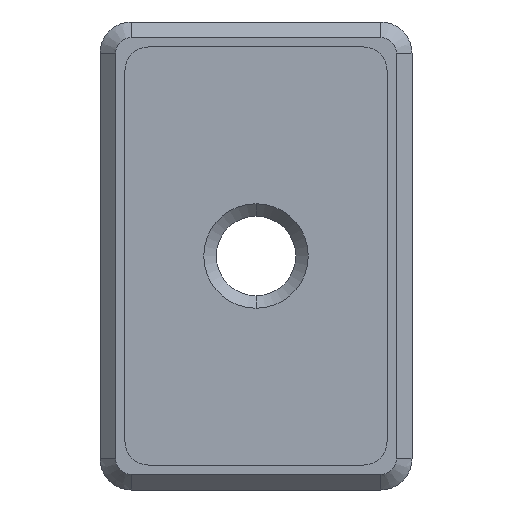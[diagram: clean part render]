
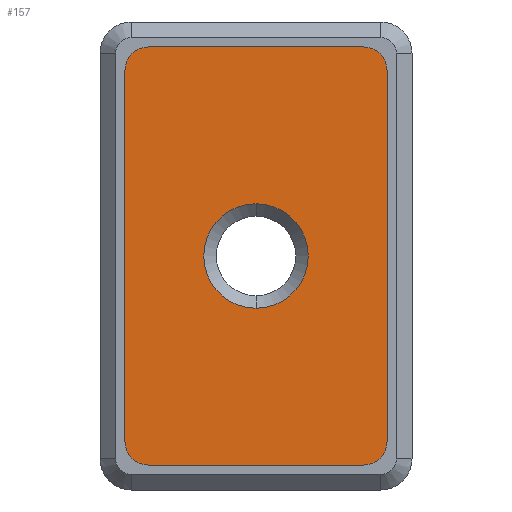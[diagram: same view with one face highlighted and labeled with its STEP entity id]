
A CAD part, front view. The second image highlights one B-rep face of the part: STEP entity #157.
In plain terms, the highlighted planar face has unit normal (0, -1, 0).
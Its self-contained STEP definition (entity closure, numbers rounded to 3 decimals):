
#7 = CIRCLE ( 'NONE', #1083, 6.7 ) ;
#26 = DIRECTION ( 'NONE',  ( 0., 1., 0. ) ) ;
#49 = EDGE_CURVE ( 'NONE', #276, #343, #737, .T. ) ;
#57 = EDGE_CURVE ( 'NONE', #162, #722, #1195, .T. ) ;
#69 = AXIS2_PLACEMENT_3D ( 'NONE', #775, #26, #658 ) ;
#72 = CARTESIAN_POINT ( 'NONE',  ( -16.8, -35., -23.8 ) ) ;
#78 = LINE ( 'NONE', #677, #932 ) ;
#98 = CIRCLE ( 'NONE', #69, 6.7 ) ;
#102 = ORIENTED_EDGE ( 'NONE', *, *, #1827, .T. ) ;
#105 = ORIENTED_EDGE ( 'NONE', *, *, #405, .T. ) ;
#134 = DIRECTION ( 'NONE',  ( 1., 0., 0. ) ) ;
#157 = ADVANCED_FACE ( 'NONE', ( #953, #1066 ), #210, .F. ) ;
#162 = VERTEX_POINT ( 'NONE', #1073 ) ;
#167 = ORIENTED_EDGE ( 'NONE', *, *, #57, .T. ) ;
#177 = EDGE_LOOP ( 'NONE', ( #550, #445 ) ) ;
#210 = PLANE ( 'NONE',  #657 ) ;
#214 = EDGE_CURVE ( 'NONE', #995, #434, #1134, .T. ) ;
#222 = CIRCLE ( 'NONE', #477, 3. ) ;
#239 = EDGE_CURVE ( 'NONE', #343, #162, #437, .T. ) ;
#252 = VERTEX_POINT ( 'NONE', #804 ) ;
#276 = VERTEX_POINT ( 'NONE', #370 ) ;
#333 = CIRCLE ( 'NONE', #1295, 3. ) ;
#343 = VERTEX_POINT ( 'NONE', #1569 ) ;
#348 = DIRECTION ( 'NONE',  ( 0., 0., 1. ) ) ;
#351 = LINE ( 'NONE', #1780, #1865 ) ;
#370 = CARTESIAN_POINT ( 'NONE',  ( -13.8, -35., -26.8 ) ) ;
#405 = EDGE_CURVE ( 'NONE', #434, #1416, #78, .T. ) ;
#434 = VERTEX_POINT ( 'NONE', #880 ) ;
#437 = CIRCLE ( 'NONE', #1229, 3. ) ;
#445 = ORIENTED_EDGE ( 'NONE', *, *, #1831, .T. ) ;
#449 = DIRECTION ( 'NONE',  ( 0., -1., 0. ) ) ;
#465 = CARTESIAN_POINT ( 'NONE',  ( 13.8, -35., 26.8 ) ) ;
#477 = AXIS2_PLACEMENT_3D ( 'NONE', #571, #1147, #1581 ) ;
#501 = CARTESIAN_POINT ( 'NONE',  ( 0., -35., -6.7 ) ) ;
#550 = ORIENTED_EDGE ( 'NONE', *, *, #794, .T. ) ;
#571 = CARTESIAN_POINT ( 'NONE',  ( -13.8, -35., -23.8 ) ) ;
#657 = AXIS2_PLACEMENT_3D ( 'NONE', #930, #798, #1224 ) ;
#658 = DIRECTION ( 'NONE',  ( 0., 0., 1. ) ) ;
#677 = CARTESIAN_POINT ( 'NONE',  ( -16.8, -35., 26.8 ) ) ;
#722 = VERTEX_POINT ( 'NONE', #1719 ) ;
#736 = CARTESIAN_POINT ( 'NONE',  ( 13.8, -35., 23.8 ) ) ;
#737 = LINE ( 'NONE', #1623, #1701 ) ;
#762 = EDGE_CURVE ( 'NONE', #1416, #276, #222, .T. ) ;
#775 = CARTESIAN_POINT ( 'NONE',  ( 0., -35., 0. ) ) ;
#789 = DIRECTION ( 'NONE',  ( 0., 0., 1. ) ) ;
#794 = EDGE_CURVE ( 'NONE', #1759, #252, #7, .T. ) ;
#798 = DIRECTION ( 'NONE',  ( 0., 1., 0. ) ) ;
#804 = CARTESIAN_POINT ( 'NONE',  ( 0., -35., 6.7 ) ) ;
#805 = ORIENTED_EDGE ( 'NONE', *, *, #239, .T. ) ;
#861 = DIRECTION ( 'NONE',  ( 0., 1., 0. ) ) ;
#880 = CARTESIAN_POINT ( 'NONE',  ( -16.8, -35., 23.8 ) ) ;
#930 = CARTESIAN_POINT ( 'NONE',  ( -20., -35., 30. ) ) ;
#932 = VECTOR ( 'NONE', #1252, 1000. ) ;
#942 = DIRECTION ( 'NONE',  ( 0., -1., 0. ) ) ;
#953 = FACE_BOUND ( 'NONE', #177, .T. ) ;
#955 = AXIS2_PLACEMENT_3D ( 'NONE', #1798, #1230, #348 ) ;
#995 = VERTEX_POINT ( 'NONE', #1614 ) ;
#1031 = VERTEX_POINT ( 'NONE', #465 ) ;
#1066 = FACE_OUTER_BOUND ( 'NONE', #1082, .T. ) ;
#1073 = CARTESIAN_POINT ( 'NONE',  ( 16.8, -35., -23.8 ) ) ;
#1082 = EDGE_LOOP ( 'NONE', ( #1779, #805, #167, #1105, #102, #1589, #105, #1301 ) ) ;
#1083 = AXIS2_PLACEMENT_3D ( 'NONE', #1563, #861, #1154 ) ;
#1094 = DIRECTION ( 'NONE',  ( -1., 0., 0. ) ) ;
#1105 = ORIENTED_EDGE ( 'NONE', *, *, #1275, .T. ) ;
#1134 = CIRCLE ( 'NONE', #955, 3. ) ;
#1147 = DIRECTION ( 'NONE',  ( 0., -1., 0. ) ) ;
#1154 = DIRECTION ( 'NONE',  ( 0., 0., 1. ) ) ;
#1195 = LINE ( 'NONE', #1578, #1496 ) ;
#1224 = DIRECTION ( 'NONE',  ( 0., 0., 1. ) ) ;
#1229 = AXIS2_PLACEMENT_3D ( 'NONE', #1246, #942, #789 ) ;
#1230 = DIRECTION ( 'NONE',  ( 0., -1., 0. ) ) ;
#1246 = CARTESIAN_POINT ( 'NONE',  ( 13.8, -35., -23.8 ) ) ;
#1252 = DIRECTION ( 'NONE',  ( 0., 0., -1. ) ) ;
#1275 = EDGE_CURVE ( 'NONE', #722, #1031, #333, .T. ) ;
#1295 = AXIS2_PLACEMENT_3D ( 'NONE', #736, #449, #1334 ) ;
#1301 = ORIENTED_EDGE ( 'NONE', *, *, #762, .T. ) ;
#1334 = DIRECTION ( 'NONE',  ( 0., 0., 1. ) ) ;
#1416 = VERTEX_POINT ( 'NONE', #72 ) ;
#1496 = VECTOR ( 'NONE', #1766, 1000. ) ;
#1563 = CARTESIAN_POINT ( 'NONE',  ( 0., -35., 0. ) ) ;
#1569 = CARTESIAN_POINT ( 'NONE',  ( 13.8, -35., -26.8 ) ) ;
#1578 = CARTESIAN_POINT ( 'NONE',  ( 16.8, -35., -26.8 ) ) ;
#1581 = DIRECTION ( 'NONE',  ( 0., 0., 1. ) ) ;
#1589 = ORIENTED_EDGE ( 'NONE', *, *, #214, .T. ) ;
#1614 = CARTESIAN_POINT ( 'NONE',  ( -13.8, -35., 26.8 ) ) ;
#1623 = CARTESIAN_POINT ( 'NONE',  ( -16.8, -35., -26.8 ) ) ;
#1701 = VECTOR ( 'NONE', #134, 1000. ) ;
#1719 = CARTESIAN_POINT ( 'NONE',  ( 16.8, -35., 23.8 ) ) ;
#1759 = VERTEX_POINT ( 'NONE', #501 ) ;
#1766 = DIRECTION ( 'NONE',  ( 0., 0., 1. ) ) ;
#1779 = ORIENTED_EDGE ( 'NONE', *, *, #49, .T. ) ;
#1780 = CARTESIAN_POINT ( 'NONE',  ( 16.8, -35., 26.8 ) ) ;
#1798 = CARTESIAN_POINT ( 'NONE',  ( -13.8, -35., 23.8 ) ) ;
#1827 = EDGE_CURVE ( 'NONE', #1031, #995, #351, .T. ) ;
#1831 = EDGE_CURVE ( 'NONE', #252, #1759, #98, .T. ) ;
#1865 = VECTOR ( 'NONE', #1094, 1000. ) ;
